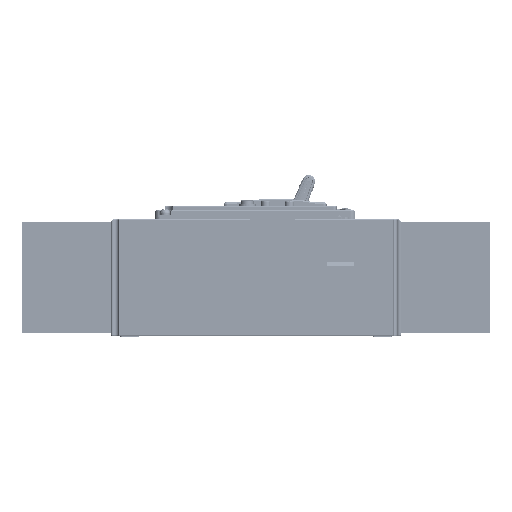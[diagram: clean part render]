
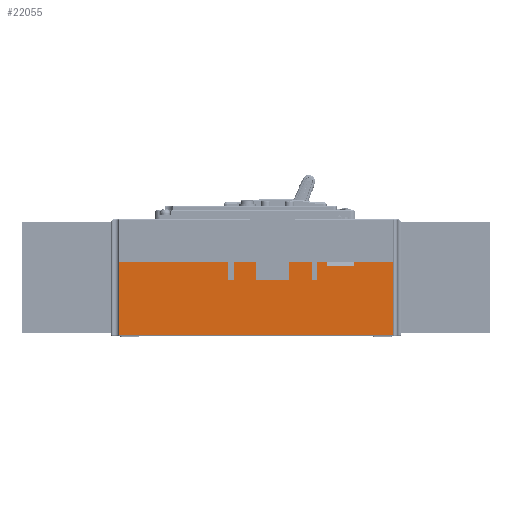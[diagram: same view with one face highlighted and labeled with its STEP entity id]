
A CAD part, left-side view. The second image highlights one B-rep face of the part: STEP entity #22055.
In plain terms, the highlighted planar face has unit normal (-1, 0, 0).
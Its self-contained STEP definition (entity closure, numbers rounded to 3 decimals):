
#2037=DIRECTION('',(0.,0.,-1.));
#2038=VECTOR('',#2037,39.5);
#2039=CARTESIAN_POINT('',(86.,269.064,40.));
#2040=LINE('',#2039,#2038);
#2045=DIRECTION('',(0.,0.,1.));
#2046=VECTOR('',#2045,2.5);
#2047=CARTESIAN_POINT('',(86.,142.5,37.5));
#2048=LINE('',#2047,#2046);
#2049=DIRECTION('',(0.,-1.,0.));
#2050=VECTOR('',#2049,20.564);
#2051=CARTESIAN_POINT('',(86.,142.5,40.));
#2052=LINE('',#2051,#2050);
#2053=DIRECTION('',(0.,-1.,0.));
#2054=VECTOR('',#2053,58.564);
#2055=CARTESIAN_POINT('',(86.,269.064,40.));
#2056=LINE('',#2055,#2054);
#2057=DIRECTION('',(0.,0.,-1.));
#2058=VECTOR('',#2057,10.);
#2059=CARTESIAN_POINT('',(86.,210.5,40.));
#2060=LINE('',#2059,#2058);
#2061=DIRECTION('',(0.,-1.,0.));
#2062=VECTOR('',#2061,3.);
#2063=CARTESIAN_POINT('',(86.,210.5,30.));
#2064=LINE('',#2063,#2062);
#2065=DIRECTION('',(0.,0.,1.));
#2066=VECTOR('',#2065,10.);
#2067=CARTESIAN_POINT('',(86.,207.5,30.));
#2068=LINE('',#2067,#2066);
#2069=DIRECTION('',(0.,-1.,0.));
#2070=VECTOR('',#2069,12.);
#2071=CARTESIAN_POINT('',(86.,207.5,40.));
#2072=LINE('',#2071,#2070);
#2073=DIRECTION('',(0.,0.,-1.));
#2074=VECTOR('',#2073,10.);
#2075=CARTESIAN_POINT('',(86.,195.5,40.));
#2076=LINE('',#2075,#2074);
#2077=DIRECTION('',(0.,-1.,0.));
#2078=VECTOR('',#2077,18.);
#2079=CARTESIAN_POINT('',(86.,195.5,30.));
#2080=LINE('',#2079,#2078);
#2081=DIRECTION('',(0.,0.,1.));
#2082=VECTOR('',#2081,10.);
#2083=CARTESIAN_POINT('',(86.,177.5,30.));
#2084=LINE('',#2083,#2082);
#2085=DIRECTION('',(0.,-1.,0.));
#2086=VECTOR('',#2085,12.);
#2087=CARTESIAN_POINT('',(86.,177.5,40.));
#2088=LINE('',#2087,#2086);
#2089=DIRECTION('',(0.,0.,-1.));
#2090=VECTOR('',#2089,10.);
#2091=CARTESIAN_POINT('',(86.,165.5,40.));
#2092=LINE('',#2091,#2090);
#2093=DIRECTION('',(0.,-1.,0.));
#2094=VECTOR('',#2093,3.);
#2095=CARTESIAN_POINT('',(86.,165.5,30.));
#2096=LINE('',#2095,#2094);
#2097=DIRECTION('',(0.,0.,1.));
#2098=VECTOR('',#2097,10.);
#2099=CARTESIAN_POINT('',(86.,162.5,30.));
#2100=LINE('',#2099,#2098);
#2101=DIRECTION('',(0.,-1.,0.));
#2102=VECTOR('',#2101,5.);
#2103=CARTESIAN_POINT('',(86.,162.5,40.));
#2104=LINE('',#2103,#2102);
#2109=DIRECTION('',(0.,1.,0.));
#2110=VECTOR('',#2109,15.);
#2111=CARTESIAN_POINT('',(86.,142.5,37.5));
#2112=LINE('',#2111,#2110);
#2121=DIRECTION('',(0.,0.,1.));
#2122=VECTOR('',#2121,2.5);
#2123=CARTESIAN_POINT('',(86.,157.5,37.5));
#2124=LINE('',#2123,#2122);
#2125=DIRECTION('',(0.,0.,1.));
#2126=VECTOR('',#2125,39.5);
#2127=CARTESIAN_POINT('',(86.,121.936,0.5));
#2128=LINE('',#2127,#2126);
#8099=DIRECTION('',(0.,-1.,0.));
#8100=VECTOR('',#8099,106.064);
#8101=CARTESIAN_POINT('',(86.,228.,0.5));
#8102=LINE('',#8101,#8100);
#8107=DIRECTION('',(0.,-1.,0.));
#8108=VECTOR('',#8107,41.064);
#8109=CARTESIAN_POINT('',(86.,269.064,0.5));
#8110=LINE('',#8109,#8108);
#15637=CARTESIAN_POINT('',(86.,121.936,40.));
#15638=VERTEX_POINT('',#15637);
#15639=CARTESIAN_POINT('',(86.,142.5,40.));
#15640=VERTEX_POINT('',#15639);
#15645=CARTESIAN_POINT('',(86.,157.5,40.));
#15646=VERTEX_POINT('',#15645);
#15647=CARTESIAN_POINT('',(86.,162.5,40.));
#15648=VERTEX_POINT('',#15647);
#15653=CARTESIAN_POINT('',(86.,165.5,40.));
#15654=VERTEX_POINT('',#15653);
#15655=CARTESIAN_POINT('',(86.,177.5,40.));
#15656=VERTEX_POINT('',#15655);
#15661=CARTESIAN_POINT('',(86.,195.5,40.));
#15662=VERTEX_POINT('',#15661);
#15663=CARTESIAN_POINT('',(86.,207.5,40.));
#15664=VERTEX_POINT('',#15663);
#15669=CARTESIAN_POINT('',(86.,210.5,40.));
#15670=VERTEX_POINT('',#15669);
#15671=CARTESIAN_POINT('',(86.,269.064,40.));
#15672=VERTEX_POINT('',#15671);
#16365=CARTESIAN_POINT('',(86.,269.064,0.5));
#16366=VERTEX_POINT('',#16365);
#16367=CARTESIAN_POINT('',(86.,142.5,37.5));
#16368=VERTEX_POINT('',#16367);
#16369=CARTESIAN_POINT('',(86.,121.936,
0.5));
#16370=VERTEX_POINT('',#16369);
#16371=CARTESIAN_POINT('',(86.,228.,0.5));
#16372=VERTEX_POINT('',#16371);
#16373=CARTESIAN_POINT('',(86.,210.5,30.));
#16374=VERTEX_POINT('',#16373);
#16375=CARTESIAN_POINT('',(86.,207.5,30.));
#16376=VERTEX_POINT('',#16375);
#16377=CARTESIAN_POINT('',(86.,195.5,30.));
#16378=VERTEX_POINT('',#16377);
#16379=CARTESIAN_POINT('',(86.,177.5,30.));
#16380=VERTEX_POINT('',#16379);
#16381=CARTESIAN_POINT('',(86.,165.5,30.));
#16382=VERTEX_POINT('',#16381);
#16383=CARTESIAN_POINT('',(86.,162.5,30.));
#16384=VERTEX_POINT('',#16383);
#16385=CARTESIAN_POINT('',(86.,157.5,37.5));
#16386=VERTEX_POINT('',#16385);
#22012=CARTESIAN_POINT('',(86.,248.064,0.5));
#22013=DIRECTION('',(-1.,0.,0.));
#22014=DIRECTION('',(0.,1.,0.));
#22015=AXIS2_PLACEMENT_3D('',#22012,#22013,#22014);
#22016=PLANE('',#22015);
#22018=ORIENTED_EDGE('',*,*,#22017,.T.);
#22019=ORIENTED_EDGE('',*,*,#20354,.T.);
#22021=ORIENTED_EDGE('',*,*,#22020,.F.);
#22023=ORIENTED_EDGE('',*,*,#22022,.F.);
#22025=ORIENTED_EDGE('',*,*,#22024,.F.);
#22026=ORIENTED_EDGE('',*,*,#22003,.F.);
#22027=ORIENTED_EDGE('',*,*,#20386,.T.);
#22029=ORIENTED_EDGE('',*,*,#22028,.T.);
#22031=ORIENTED_EDGE('',*,*,#22030,.T.);
#22033=ORIENTED_EDGE('',*,*,#22032,.T.);
#22034=ORIENTED_EDGE('',*,*,#20378,.T.);
#22036=ORIENTED_EDGE('',*,*,#22035,.T.);
#22038=ORIENTED_EDGE('',*,*,#22037,.T.);
#22040=ORIENTED_EDGE('',*,*,#22039,.T.);
#22041=ORIENTED_EDGE('',*,*,#20370,.T.);
#22043=ORIENTED_EDGE('',*,*,#22042,.T.);
#22045=ORIENTED_EDGE('',*,*,#22044,.T.);
#22047=ORIENTED_EDGE('',*,*,#22046,.T.);
#22048=ORIENTED_EDGE('',*,*,#20362,.T.);
#22050=ORIENTED_EDGE('',*,*,#22049,.F.);
#22052=ORIENTED_EDGE('',*,*,#22051,.F.);
#22053=EDGE_LOOP('',(#22018,#22019,#22021,#22023,#22025,#22026,#22027,#22029,
#22031,#22033,#22034,#22036,#22038,#22040,#22041,#22043,#22045,#22047,#22048,
#22050,#22052));
#22054=FACE_OUTER_BOUND('',#22053,.F.);
#22055=ADVANCED_FACE('',(#22054),#22016,.T.);
#20354=EDGE_CURVE('',#15640,#15638,#2052,.T.);
#20362=EDGE_CURVE('',#15648,#15646,#2104,.T.);
#20370=EDGE_CURVE('',#15656,#15654,#2088,.T.);
#20378=EDGE_CURVE('',#15664,#15662,#2072,.T.);
#20386=EDGE_CURVE('',#15672,#15670,#2056,.T.);
#22003=EDGE_CURVE('',#15672,#16366,#2040,.T.);
#22017=EDGE_CURVE('',#16368,#15640,#2048,.T.);
#22020=EDGE_CURVE('',#16370,#15638,#2128,.T.);
#22022=EDGE_CURVE('',#16372,#16370,#8102,.T.);
#22024=EDGE_CURVE('',#16366,#16372,#8110,.T.);
#22028=EDGE_CURVE('',#15670,#16374,#2060,.T.);
#22030=EDGE_CURVE('',#16374,#16376,#2064,.T.);
#22032=EDGE_CURVE('',#16376,#15664,#2068,.T.);
#22035=EDGE_CURVE('',#15662,#16378,#2076,.T.);
#22037=EDGE_CURVE('',#16378,#16380,#2080,.T.);
#22039=EDGE_CURVE('',#16380,#15656,#2084,.T.);
#22042=EDGE_CURVE('',#15654,#16382,#2092,.T.);
#22044=EDGE_CURVE('',#16382,#16384,#2096,.T.);
#22046=EDGE_CURVE('',#16384,#15648,#2100,.T.);
#22049=EDGE_CURVE('',#16386,#15646,#2124,.T.);
#22051=EDGE_CURVE('',#16368,#16386,#2112,.T.);
